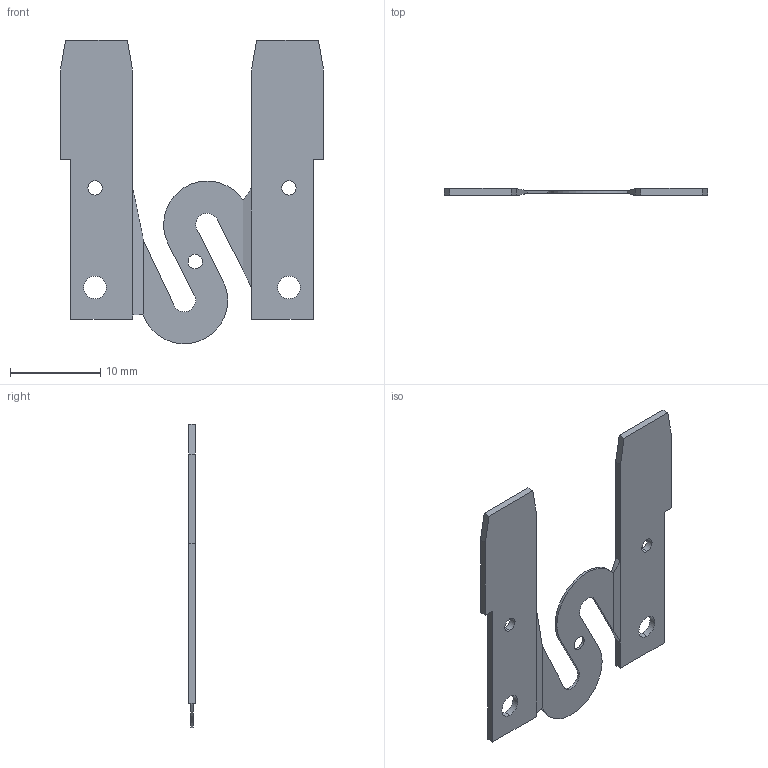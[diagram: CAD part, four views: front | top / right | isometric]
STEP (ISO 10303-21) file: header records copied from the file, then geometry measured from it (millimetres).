
FILE_DESCRIPTION (( 'STEP AP203' ), '1' );
FILE_NAME ('Fuse_ST.STEP', '2021-09-01T08:24:11', ( '' ), ( '' ), 'SwSTEP 2.0', 'SolidWorks 2018', '' );
FILE_SCHEMA (( 'CONFIG_CONTROL_DESIGN' ));
Length unit declared in the file: millimetre
Products named in the file (1): Fuse_ST
Bounding box: 29.2 x 0.76 x 33.7 mm (x, y, z)
Volume: 376.4 mm3; surface area: 1291.6 mm2
Topology: 1 solids, 1 shells, 52 faces, 134 edges, 84 vertices
Faces by surface type: plane 36, cylinder 16
Entity records: 1659 total; most frequent: DIRECTION 272, CARTESIAN_POINT 271, ORIENTED_EDGE 268, EDGE_CURVE 134, LINE 102, VECTOR 102, AXIS2_PLACEMENT_3D 85, VERTEX_POINT 84
